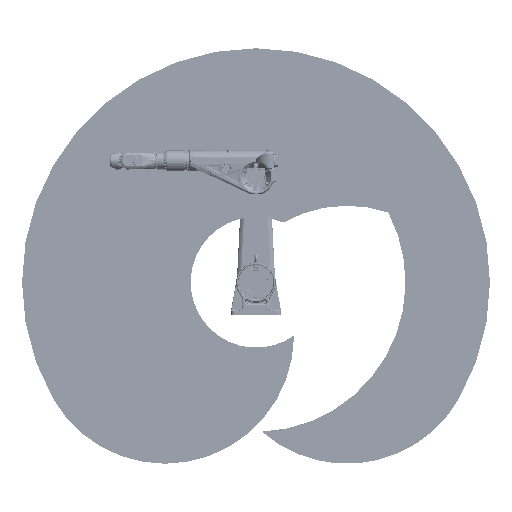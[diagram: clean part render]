
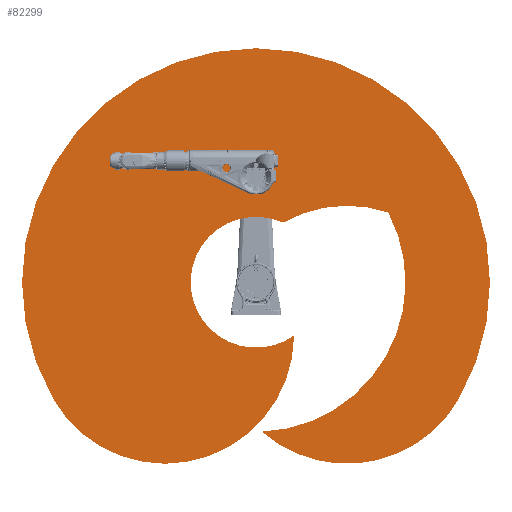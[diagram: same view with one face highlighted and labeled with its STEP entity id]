
A CAD part, left-side view. The second image highlights one B-rep face of the part: STEP entity #82299.
In plain terms, the highlighted face is planar.
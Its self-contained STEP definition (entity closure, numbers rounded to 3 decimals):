
#19002=FACE_OUTER_BOUND('',#25479,.T.);
#25479=EDGE_LOOP('',(#70696,#70697,#70698,#70699,#70700,#70701));
#30483=CIRCLE('',#91792,982.98);
#30484=CIRCLE('',#91793,1782.98);
#30485=CIRCLE('',#91794,982.98);
#30486=CIRCLE('',#91795,498.406);
#30487=CIRCLE('',#91796,982.98);
#30488=CIRCLE('',#91797,1139.262);
#37726=VERTEX_POINT('',#248480);
#37727=VERTEX_POINT('',#248481);
#37728=VERTEX_POINT('',#248483);
#37729=VERTEX_POINT('',#248485);
#37730=VERTEX_POINT('',#248487);
#37731=VERTEX_POINT('',#248489);
#48678=EDGE_CURVE('',#37726,#37727,#30483,.T.);
#48679=EDGE_CURVE('',#37727,#37728,#30484,.T.);
#48680=EDGE_CURVE('',#37728,#37729,#30485,.T.);
#48681=EDGE_CURVE('',#37729,#37730,#30486,.T.);
#48682=EDGE_CURVE('',#37730,#37731,#30487,.T.);
#48683=EDGE_CURVE('',#37731,#37726,#30488,.T.);
#70696=ORIENTED_EDGE('',*,*,#48678,.T.);
#70697=ORIENTED_EDGE('',*,*,#48679,.T.);
#70698=ORIENTED_EDGE('',*,*,#48680,.T.);
#70699=ORIENTED_EDGE('',*,*,#48681,.T.);
#70700=ORIENTED_EDGE('',*,*,#48682,.T.);
#70701=ORIENTED_EDGE('',*,*,#48683,.T.);
#72453=PLANE('',#91791);
#82299=ADVANCED_FACE('',(#19002),#72453,.F.);
#91791=AXIS2_PLACEMENT_3D('',#248479,#113473,#113474);
#91792=AXIS2_PLACEMENT_3D('',#248482,#113475,#113476);
#91793=AXIS2_PLACEMENT_3D('',#248484,#113477,#113478);
#91794=AXIS2_PLACEMENT_3D('',#248486,#113479,#113480);
#91795=AXIS2_PLACEMENT_3D('',#248488,#113481,#113482);
#91796=AXIS2_PLACEMENT_3D('',#248490,#113483,#113484);
#91797=AXIS2_PLACEMENT_3D('',#248491,#113485,#113486);
#113473=DIRECTION('center_axis',(0.,0.,1.));
#113474=DIRECTION('ref_axis',(1.,0.,0.));
#113475=DIRECTION('center_axis',(0.,0.,-1.));
#113476=DIRECTION('ref_axis',(0.5,-0.866,0.));
#113477=DIRECTION('center_axis',(0.,0.,-1.));
#113478=DIRECTION('ref_axis',(0.5,0.866,0.));
#113479=DIRECTION('center_axis',(0.,0.,-1.));
#113480=DIRECTION('ref_axis',(0.005,-1.,0.));
#113481=DIRECTION('center_axis',(0.,0.,1.));
#113482=DIRECTION('ref_axis',(-0.813,0.582,0.));
#113483=DIRECTION('center_axis',(0.,0.,1.));
#113484=DIRECTION('ref_axis',(0.869,-0.495,0.));
#113485=DIRECTION('center_axis',(0.,0.,1.));
#113486=DIRECTION('ref_axis',(0.466,0.885,0.));
#248479=CARTESIAN_POINT('Origin',(-10.461,124.692,-0.5));
#248480=CARTESIAN_POINT('',(-1138.413,43.978,-0.5));
#248481=CARTESIAN_POINT('',(-891.49,1544.106,-0.5));
#248482=CARTESIAN_POINT('Origin',(-400.,692.82,-0.5));
#248483=CARTESIAN_POINT('',(-891.49,-1544.106,-0.5));
#248484=CARTESIAN_POINT('Origin',(0.,0.,-0.5));
#248485=CARTESIAN_POINT('',(-405.246,290.146,-0.5));
#248486=CARTESIAN_POINT('Origin',(-400.,-692.82,-0.5));
#248487=CARTESIAN_POINT('',(453.897,205.88,-0.5));
#248488=CARTESIAN_POINT('Origin',(0.,0.,-0.5));
#248489=CARTESIAN_POINT('',(531.121,1007.883,-0.5));
#248490=CARTESIAN_POINT('Origin',(-400.,692.82,-0.5));
#248491=CARTESIAN_POINT('Origin',(0.,0.,-0.5));
